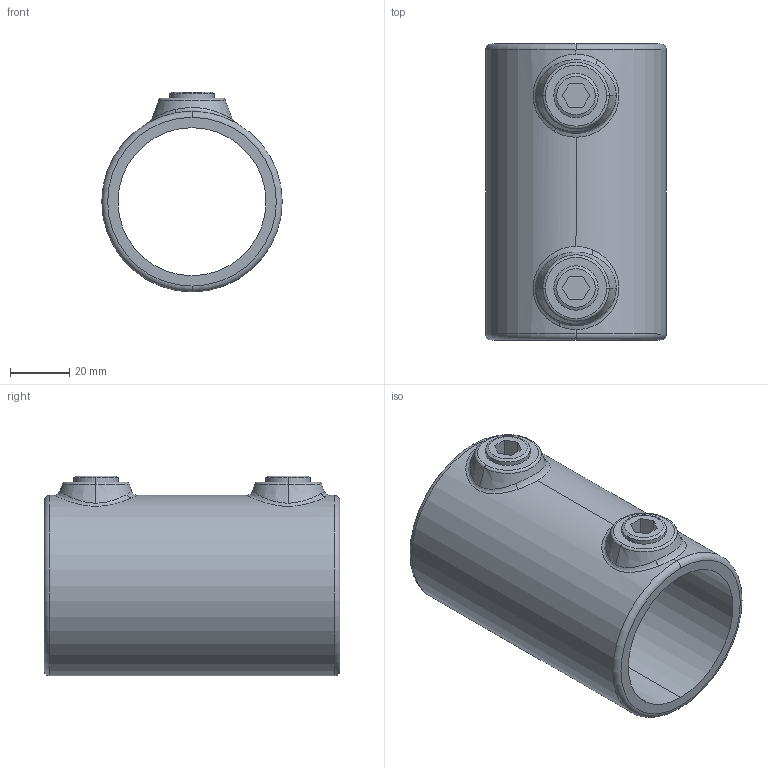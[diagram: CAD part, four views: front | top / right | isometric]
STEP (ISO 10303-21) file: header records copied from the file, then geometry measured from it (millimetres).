
FILE_DESCRIPTION (( 'STEP AP203' ), '1' );
FILE_NAME ('T14900.STEP', '2018-03-26T10:54:46', ( '' ), ( '' ), 'SwSTEP 2.0', 'SolidWorks 2016', '' );
FILE_SCHEMA (( 'CONFIG_CONTROL_DESIGN' ));
Length unit declared in the file: millimetre
Products named in the file (3): T19300; T14900
Assembly tree (3 placements, depth 2):
  T14900
    T14900
    T19300  x2
Bounding box: 61 x 100 x 67.56 mm (x, y, z)
Volume: 99705.6 mm3; surface area: 39208.6 mm2
Topology: 3 solids, 3 shells, 58 faces, 140 edges, 88 vertices
Faces by surface type: plane 22, cylinder 12, cone 12, torus 8, bspline 4
Entity records: 2763 total; most frequent: CARTESIAN_POINT 1413, DIRECTION 218, ORIENTED_EDGE 216, EDGE_CURVE 108, AXIS2_PLACEMENT_3D 89, VERTEX_POINT 68, EDGE_LOOP 48, CIRCLE 44
